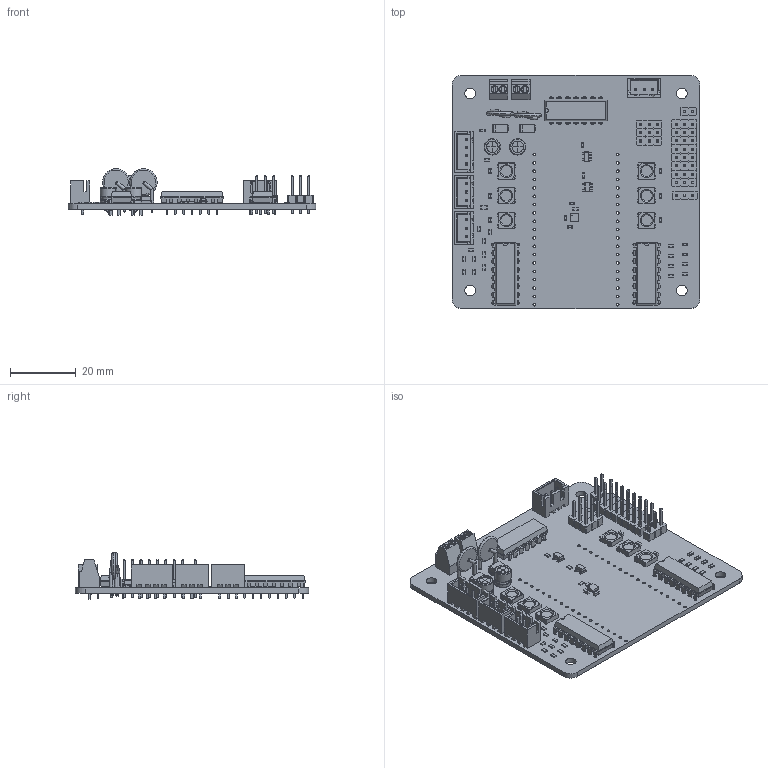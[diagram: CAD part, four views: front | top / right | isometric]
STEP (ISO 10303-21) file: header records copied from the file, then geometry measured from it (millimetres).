
FILE_DESCRIPTION(('KiCad electronic assembly'),'2;1');
FILE_NAME('esp_mobo.step','2024-12-02T23:40:50',('Pcbnew'),('Kicad'), 'Open CASCADE STEP processor 7.8','KiCad to STEP converter','Unknown' );
FILE_SCHEMA(('AUTOMOTIVE_DESIGN { 1 0 10303 214 1 1 1 1 }'));
Length unit declared in the file: millimetre
Products named in the file (34): esp_mobo 1; C_0603_1608Metric; R_0603_1608Metric; PinHeader_1x03_P2.54mm_Vertical; PinHeader_1x03_P254mm_Vertical; DIP-16_W7.62mm; JST_XH_B4B-XH-A_1x04_P2.50mm_Vertical; JST_B4B_XH_A; LED_WS2812B_PLCC4_5.0x5.0mm_P3.2mm; LED_WS2812B_PLCC4_50x50mm_P32mm; JST_XH_B3B-XH-A_1x03_P2.50mm_Vertical; JST_B3B_XH_A; R_0805_2012Metric; Bosch_LGA-8_2.5x2.5mm_P0.65mm_ClockwisePinNumbering; Bosch_LGA_8_25x25mm_P065mm_ClockwisePinNumbering; SOT-23-5; SOT_23_5; Fuse_BelFuse_0ZRE_0ZRE0012FF_L8.3mm_W3.8mm; A_0ZRE0012FF; CP_Radial_D5.0mm_P2.00mm; CP_Radial_D50mm_P200mm; DIP-14_W7.62mm; D_SMA; TerminalBlock_Phoenix_MPT-0,5-2-2.54_1x02_P2.54mm_Horizontal; TerminalBlock_Phoenix_MPT_05_2_254_1x02_P254mm_Horizontal; PinHeader_1x02_P2.54mm_Vertical; PinHeader_1x02_P254mm_Vertical; esp_mobo_PCB
Assembly tree (87 placements, depth 3):
  esp_mobo 1
    C_0603_1608Metric  x8
      C_0603_1608Metric
    R_0603_1608Metric  x24
      R_0603_1608Metric
    PinHeader_1x03_P2.54mm_Vertical  x12
      PinHeader_1x03_P254mm_Vertical
    DIP-16_W7.62mm  x2
      DIP-16_W7.62mm
    JST_XH_B4B-XH-A_1x04_P2.50mm_Vertical
      JST_B4B_XH_A
    LED_WS2812B_PLCC4_5.0x5.0mm_P3.2mm  x6
      LED_WS2812B_PLCC4_50x50mm_P32mm
    JST_XH_B3B-XH-A_1x03_P2.50mm_Vertical  x3
      JST_B3B_XH_A
    R_0805_2012Metric
      R_0805_2012Metric
    Bosch_LGA-8_2.5x2.5mm_P0.65mm_ClockwisePinNumbering
      Bosch_LGA_8_25x25mm_P065mm_ClockwisePinNumbering
    SOT-23-5  x2
      SOT_23_5
    Fuse_BelFuse_0ZRE_0ZRE0012FF_L8.3mm_W3.8mm  x2
      A_0ZRE0012FF
    CP_Radial_D5.0mm_P2.00mm  x2
      CP_Radial_D50mm_P200mm
    DIP-14_W7.62mm
      DIP-14_W7.62mm
    D_SMA  x2
      D_SMA
    TerminalBlock_Phoenix_MPT-0,5-2-2.54_1x02_P2.54mm_Horizontal  x2
      TerminalBlock_Phoenix_MPT_05_2_254_1x02_P254mm_Horizontal
    PinHeader_1x02_P2.54mm_Vertical
      PinHeader_1x02_P254mm_Vertical
    esp_mobo_PCB
Bounding box: 75.5 x 71 x 14.2 mm (x, y, z)
Volume: 12163 mm3; surface area: 20095.2 mm2
Topology: 71 solids, 73 shells, 4377 faces, 11376 edges, 7284 vertices
Faces by surface type: plane 3352, cylinder 801, bspline 188, torus 16, revolution 14, cone 6
Full cylindrical faces by diameter (mm): 0.2 x1, 0.5 x4, 0.51 x4, 0.8 x88, 0.95 x13, 1 x38, 1.01 x4, 1.02 x4, 1.1 x8, 1.2 x4, 2 x4, 2.2 x4, 3.2 x4, 3.333 x6, 8.3 x2
Entity records: 61224 total; most frequent: CARTESIAN_POINT 10493, ORIENTED_EDGE 8370, DIRECTION 7911, EDGE_CURVE 4185, LINE 3324, VECTOR 3324, VERTEX_POINT 2683, AXIS2_PLACEMENT_3D 2290
